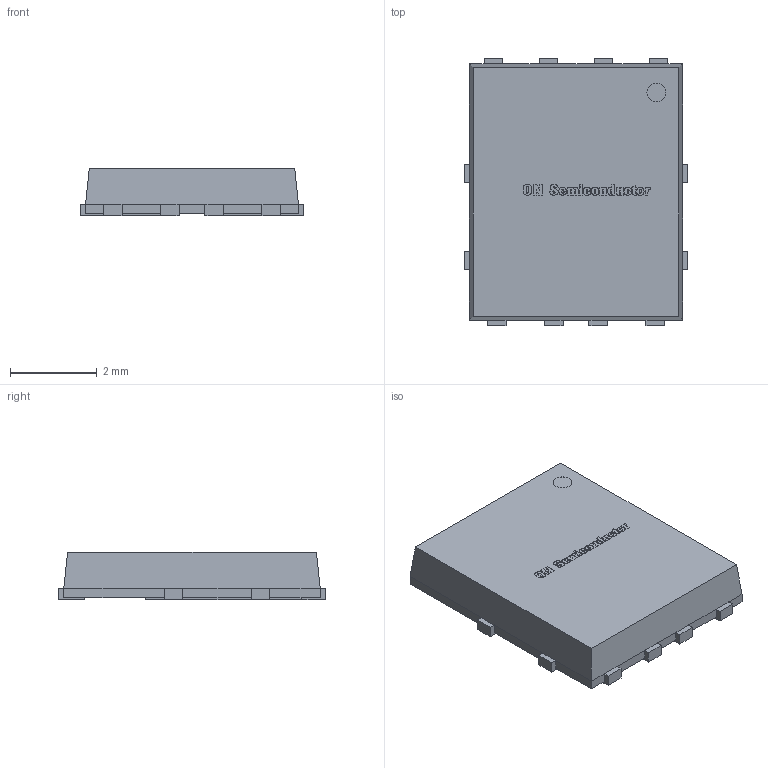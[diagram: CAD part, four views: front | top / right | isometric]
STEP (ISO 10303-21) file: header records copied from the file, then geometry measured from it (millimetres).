
FILE_DESCRIPTION(/* description */ (''),/* implementation_level */ '2;1');
FILE_NAME(/* name */ 'ON Semiconductor NVMFD5C672NLT1G.stp',/* time_stamp */ '2019-11-06T21:49:21+02:00',/* author */ ('BMT'),/* organization */ (''),/* preprocessor_version */ 'ST-DEVELOPER v16.5',/* originating_system */ 'Autodesk Inventor 2017',/* authorisation */ '');
FILE_SCHEMA (('AUTOMOTIVE_DESIGN { 1 0 10303 214 3 1 1 }'));
Length unit declared in the file: millimetre
Products named in the file (4): ON Semiconductor NVMFD5C672NLT1G; ON Semiconductor NVMFD5C672NLT1G 1; ON Semiconductor NVMFD5C672NLT1G 2; ON Semiconductor
Assembly tree (3 placements, depth 2):
  ON Semiconductor NVMFD5C672NLT1G
    ON Semiconductor NVMFD5C672NLT1G 1
    ON Semiconductor NVMFD5C672NLT1G 2
    ON Semiconductor
Bounding box: 5.15 x 6.15 x 1.1 mm (x, y, z)
Volume: 30.5 mm3; surface area: 125.4 mm2
Topology: 23 solids, 23 shells, 448 faces, 1175 edges, 774 vertices
Faces by surface type: plane 284, bspline 163, cylinder 1
Full cylindrical faces by diameter (mm): 0.435 x1
Entity records: 14562 total; most frequent: CARTESIAN_POINT 4306, ORIENTED_EDGE 2348, DIRECTION 1578, EDGE_CURVE 1174, LINE 846, VECTOR 846, VERTEX_POINT 774, EDGE_LOOP 460
